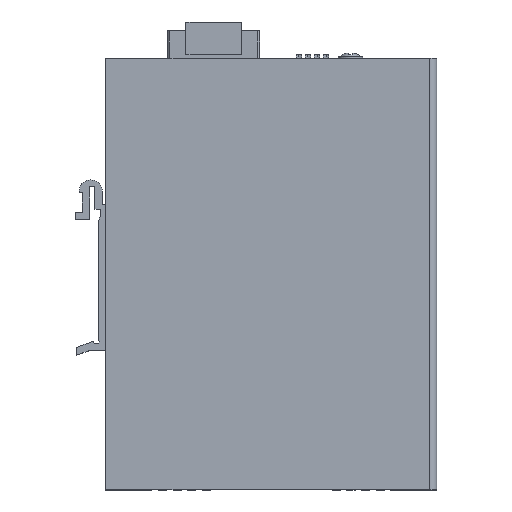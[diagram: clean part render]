
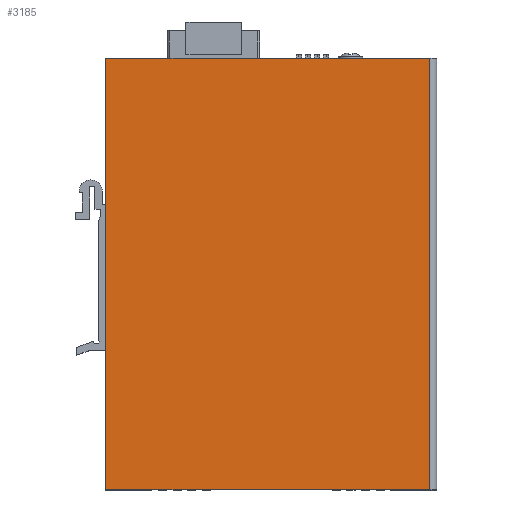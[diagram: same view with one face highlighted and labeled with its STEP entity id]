
A CAD part, top view. The second image highlights one B-rep face of the part: STEP entity #3185.
In plain terms, the highlighted planar face has unit normal (0, 0, 1).
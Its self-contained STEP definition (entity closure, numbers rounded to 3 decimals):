
#276 = EDGE_LOOP ( 'NONE', ( #12232, #9759, #13216, #10713 ) ) ;
#397 = CARTESIAN_POINT ( 'NONE',  ( 43.5, 59.3, 15.2 ) ) ;
#710 = VERTEX_POINT ( 'NONE', #3789 ) ;
#1796 = VECTOR ( 'NONE', #11106, 1000. ) ;
#1895 = EDGE_CURVE ( 'NONE', #7684, #11132, #7779, .T. ) ;
#2017 = FACE_OUTER_BOUND ( 'NONE', #276, .T. ) ;
#2587 = CARTESIAN_POINT ( 'NONE',  ( -45.5, -59.3, 15.2 ) ) ;
#3185 = ADVANCED_FACE ( 'NONE', ( #2017 ), #6048, .F. ) ;
#3789 = CARTESIAN_POINT ( 'NONE',  ( 43.5, -59.3, 15.2 ) ) ;
#4392 = EDGE_CURVE ( 'NONE', #710, #11688, #11691, .T. ) ;
#4717 = DIRECTION ( 'NONE',  ( 1., 0., 0. ) ) ;
#4912 = LINE ( 'NONE', #11068, #6127 ) ;
#5397 = DIRECTION ( 'NONE',  ( 0., 1., 0. ) ) ;
#5975 = CARTESIAN_POINT ( 'NONE',  ( 43.5, 59.3, 15.2 ) ) ;
#6048 = PLANE ( 'NONE',  #9939 ) ;
#6127 = VECTOR ( 'NONE', #11131, 1000. ) ;
#7296 = DIRECTION ( 'NONE',  ( 0., 0., -1. ) ) ;
#7684 = VERTEX_POINT ( 'NONE', #9811 ) ;
#7779 = LINE ( 'NONE', #13034, #1796 ) ;
#8569 = EDGE_CURVE ( 'NONE', #11132, #710, #12038, .T. ) ;
#8783 = VECTOR ( 'NONE', #4717, 1000. ) ;
#9759 = ORIENTED_EDGE ( 'NONE', *, *, #4392, .T. ) ;
#9811 = CARTESIAN_POINT ( 'NONE',  ( -45.5, 59.3, 15.2 ) ) ;
#9939 = AXIS2_PLACEMENT_3D ( 'NONE', #13373, #7296, #12407 ) ;
#10325 = CARTESIAN_POINT ( 'NONE',  ( -45.5, -59.3, 15.2 ) ) ;
#10713 = ORIENTED_EDGE ( 'NONE', *, *, #1895, .T. ) ;
#11068 = CARTESIAN_POINT ( 'NONE',  ( -45.5, 59.3, 15.2 ) ) ;
#11106 = DIRECTION ( 'NONE',  ( 0., -1., 0. ) ) ;
#11131 = DIRECTION ( 'NONE',  ( 1., 0., 0. ) ) ;
#11132 = VERTEX_POINT ( 'NONE', #10325 ) ;
#11567 = VECTOR ( 'NONE', #5397, 1000. ) ;
#11688 = VERTEX_POINT ( 'NONE', #5975 ) ;
#11691 = LINE ( 'NONE', #397, #11567 ) ;
#12038 = LINE ( 'NONE', #2587, #8783 ) ;
#12232 = ORIENTED_EDGE ( 'NONE', *, *, #8569, .T. ) ;
#12407 = DIRECTION ( 'NONE',  ( -1., 0., 0. ) ) ;
#12479 = EDGE_CURVE ( 'NONE', #7684, #11688, #4912, .T. ) ;
#13034 = CARTESIAN_POINT ( 'NONE',  ( -45.5, 59.3, 15.2 ) ) ;
#13216 = ORIENTED_EDGE ( 'NONE', *, *, #12479, .F. ) ;
#13373 = CARTESIAN_POINT ( 'NONE',  ( -45.5, 59.3, 15.2 ) ) ;
